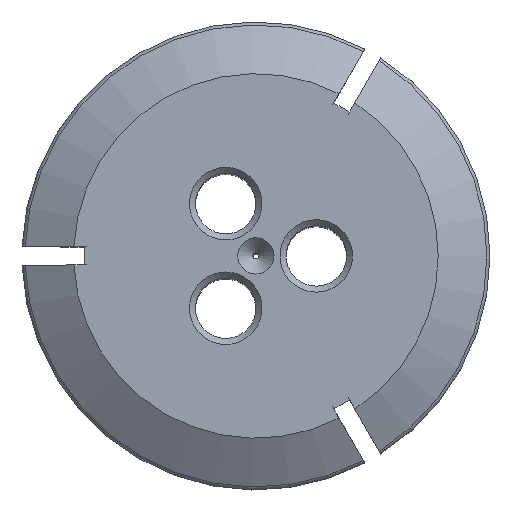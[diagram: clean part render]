
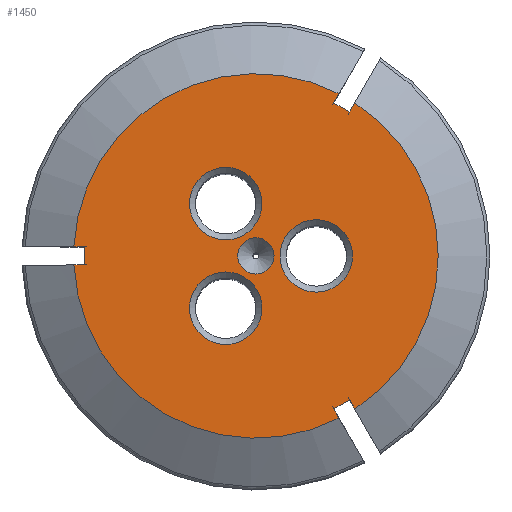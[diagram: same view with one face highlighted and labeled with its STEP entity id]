
A CAD part, top view. The second image highlights one B-rep face of the part: STEP entity #1450.
In plain terms, the highlighted planar face has unit normal (0, 0, 1).
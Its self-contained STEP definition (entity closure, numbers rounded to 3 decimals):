
#107=CIRCLE('',#1568,0.6);
#108=CIRCLE('',#1569,1.2);
#109=CIRCLE('',#1570,1.2);
#110=CIRCLE('',#1571,1.2);
#111=CIRCLE('',#1572,6.036);
#112=CIRCLE('',#1573,6.036);
#113=CIRCLE('',#1574,6.036);
#284=ORIENTED_EDGE('',*,*,#728,.F.);
#285=ORIENTED_EDGE('',*,*,#729,.F.);
#286=ORIENTED_EDGE('',*,*,#730,.F.);
#287=ORIENTED_EDGE('',*,*,#731,.F.);
#288=ORIENTED_EDGE('',*,*,#686,.T.);
#289=ORIENTED_EDGE('',*,*,#732,.T.);
#290=ORIENTED_EDGE('',*,*,#733,.F.);
#291=ORIENTED_EDGE('',*,*,#734,.F.);
#292=ORIENTED_EDGE('',*,*,#735,.T.);
#293=ORIENTED_EDGE('',*,*,#736,.T.);
#294=ORIENTED_EDGE('',*,*,#737,.F.);
#295=ORIENTED_EDGE('',*,*,#738,.F.);
#296=ORIENTED_EDGE('',*,*,#739,.T.);
#297=ORIENTED_EDGE('',*,*,#740,.T.);
#298=ORIENTED_EDGE('',*,*,#741,.F.);
#299=ORIENTED_EDGE('',*,*,#666,.F.);
#666=EDGE_CURVE('',#890,#888,#1045,.T.);
#686=EDGE_CURVE('',#890,#910,#1055,.T.);
#728=EDGE_CURVE('',#949,#949,#107,.T.);
#729=EDGE_CURVE('',#950,#950,#108,.T.);
#730=EDGE_CURVE('',#951,#951,#109,.T.);
#731=EDGE_CURVE('',#952,#952,#110,.T.);
#732=EDGE_CURVE('',#910,#953,#111,.T.);
#733=EDGE_CURVE('',#954,#953,#1075,.T.);
#734=EDGE_CURVE('',#955,#954,#1076,.T.);
#735=EDGE_CURVE('',#955,#956,#1077,.T.);
#736=EDGE_CURVE('',#956,#957,#112,.T.);
#737=EDGE_CURVE('',#958,#957,#1078,.T.);
#738=EDGE_CURVE('',#959,#958,#1079,.T.);
#739=EDGE_CURVE('',#959,#960,#1080,.T.);
#740=EDGE_CURVE('',#960,#961,#113,.T.);
#741=EDGE_CURVE('',#888,#961,#1081,.T.);
#888=VERTEX_POINT('',#2152);
#890=VERTEX_POINT('',#2156);
#910=VERTEX_POINT('',#2219);
#949=VERTEX_POINT('',#2311);
#950=VERTEX_POINT('',#2313);
#951=VERTEX_POINT('',#2315);
#952=VERTEX_POINT('',#2317);
#953=VERTEX_POINT('',#2319);
#954=VERTEX_POINT('',#2321);
#955=VERTEX_POINT('',#2323);
#956=VERTEX_POINT('',#2325);
#957=VERTEX_POINT('',#2327);
#958=VERTEX_POINT('',#2329);
#959=VERTEX_POINT('',#2331);
#960=VERTEX_POINT('',#2333);
#961=VERTEX_POINT('',#2335);
#1045=LINE('',#2157,#1132);
#1055=LINE('',#2220,#1142);
#1075=LINE('',#2320,#1162);
#1076=LINE('',#2322,#1163);
#1077=LINE('',#2324,#1164);
#1078=LINE('',#2328,#1165);
#1079=LINE('',#2330,#1166);
#1080=LINE('',#2332,#1167);
#1081=LINE('',#2336,#1168);
#1132=VECTOR('',#1714,1000.);
#1142=VECTOR('',#1732,1000.);
#1162=VECTOR('',#1826,1000.);
#1163=VECTOR('',#1827,1000.);
#1164=VECTOR('',#1828,1000.);
#1165=VECTOR('',#1831,1000.);
#1166=VECTOR('',#1832,1000.);
#1167=VECTOR('',#1833,1000.);
#1168=VECTOR('',#1836,1000.);
#1234=EDGE_LOOP('',(#284));
#1235=EDGE_LOOP('',(#285));
#1236=EDGE_LOOP('',(#286));
#1237=EDGE_LOOP('',(#287));
#1238=EDGE_LOOP('',(#288,#289,#290,#291,#292,#293,#294,#295,#296,#297,#298,
#299));
#1335=FACE_BOUND('',#1234,.T.);
#1336=FACE_BOUND('',#1235,.T.);
#1337=FACE_BOUND('',#1236,.T.);
#1338=FACE_BOUND('',#1237,.T.);
#1339=FACE_BOUND('',#1238,.T.);
#1424=PLANE('',#1567);
#1450=ADVANCED_FACE('',(#1335,#1336,#1337,#1338,#1339),#1424,.T.);
#1567=AXIS2_PLACEMENT_3D('',#2309,#1814,#1815);
#1568=AXIS2_PLACEMENT_3D('',#2310,#1816,#1817);
#1569=AXIS2_PLACEMENT_3D('',#2312,#1818,#1819);
#1570=AXIS2_PLACEMENT_3D('',#2314,#1820,#1821);
#1571=AXIS2_PLACEMENT_3D('',#2316,#1822,#1823);
#1572=AXIS2_PLACEMENT_3D('',#2318,#1824,#1825);
#1573=AXIS2_PLACEMENT_3D('',#2326,#1829,#1830);
#1574=AXIS2_PLACEMENT_3D('',#2334,#1834,#1835);
#1714=DIRECTION('',(-0.866,-0.5,0.));
#1732=DIRECTION('',(0.5,-0.866,0.));
#1814=DIRECTION('',(0.,0.,1.));
#1815=DIRECTION('',(1.,0.,0.));
#1816=DIRECTION('',(0.,0.,1.));
#1817=DIRECTION('',(1.,0.,0.));
#1818=DIRECTION('',(0.,0.,1.));
#1819=DIRECTION('',(1.,0.,0.));
#1820=DIRECTION('',(0.,0.,1.));
#1821=DIRECTION('',(1.,0.,0.));
#1822=DIRECTION('',(0.,0.,1.));
#1823=DIRECTION('',(1.,0.,0.));
#1824=DIRECTION('',(0.,0.,1.));
#1825=DIRECTION('',(1.,0.,0.));
#1826=DIRECTION('',(0.5,0.866,0.));
#1827=DIRECTION('',(0.866,-0.5,0.));
#1828=DIRECTION('',(0.5,0.866,0.));
#1829=DIRECTION('',(0.,0.,1.));
#1830=DIRECTION('',(1.,0.,0.));
#1831=DIRECTION('',(-1.,0.,0.));
#1832=DIRECTION('',(0.,1.,0.));
#1833=DIRECTION('',(-1.,0.,0.));
#1834=DIRECTION('',(0.,0.,1.));
#1835=DIRECTION('',(1.,0.,0.));
#1836=DIRECTION('',(0.5,-0.866,0.));
#2152=CARTESIAN_POINT('',(2.579,-5.066,4.));
#2156=CARTESIAN_POINT('',(3.098,-4.766,4.));
#2157=CARTESIAN_POINT('',(3.098,-4.766,4.));
#2219=CARTESIAN_POINT('',(3.274,-5.071,4.));
#2220=CARTESIAN_POINT('',(3.098,-4.766,4.));
#2309=CARTESIAN_POINT('',(0.,0.,4.));
#2310=CARTESIAN_POINT('',(0.,0.,4.));
#2311=CARTESIAN_POINT('',(0.6,0.,4.));
#2312=CARTESIAN_POINT('',(-1.,-1.732,4.));
#2313=CARTESIAN_POINT('',(0.2,-1.732,4.));
#2314=CARTESIAN_POINT('',(-1.,1.732,4.));
#2315=CARTESIAN_POINT('',(0.2,1.732,4.));
#2316=CARTESIAN_POINT('',(2.,0.,4.));
#2317=CARTESIAN_POINT('',(3.2,0.,4.));
#2318=CARTESIAN_POINT('',(0.,0.,4.));
#2319=CARTESIAN_POINT('',(3.274,5.071,4.));
#2320=CARTESIAN_POINT('',(3.098,4.766,4.));
#2321=CARTESIAN_POINT('',(3.098,4.766,4.));
#2322=CARTESIAN_POINT('',(2.579,5.066,4.));
#2323=CARTESIAN_POINT('',(2.579,5.066,4.));
#2324=CARTESIAN_POINT('',(2.579,5.066,4.));
#2325=CARTESIAN_POINT('',(2.754,5.371,4.));
#2326=CARTESIAN_POINT('',(0.,0.,4.));
#2327=CARTESIAN_POINT('',(-6.028,0.3,4.));
#2328=CARTESIAN_POINT('',(-5.677,0.3,4.));
#2329=CARTESIAN_POINT('',(-5.677,0.3,4.));
#2330=CARTESIAN_POINT('',(-5.677,-0.3,4.));
#2331=CARTESIAN_POINT('',(-5.677,-0.3,4.));
#2332=CARTESIAN_POINT('',(-5.677,-0.3,4.));
#2333=CARTESIAN_POINT('',(-6.028,-0.3,4.));
#2334=CARTESIAN_POINT('',(0.,0.,4.));
#2335=CARTESIAN_POINT('',(2.754,-5.371,4.));
#2336=CARTESIAN_POINT('',(2.579,-5.066,4.));
